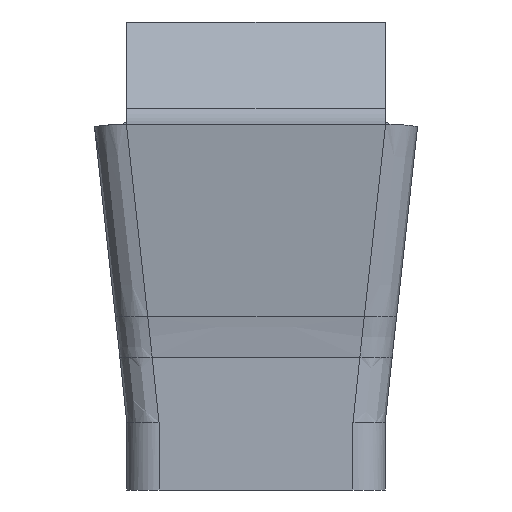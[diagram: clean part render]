
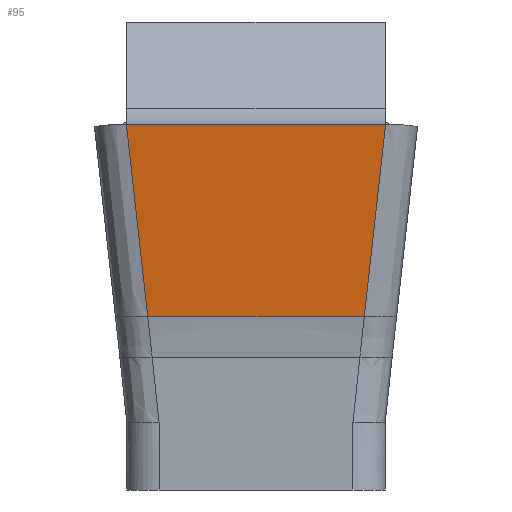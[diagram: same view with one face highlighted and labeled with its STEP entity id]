
A CAD part, front view. The second image highlights one B-rep face of the part: STEP entity #95.
In plain terms, the highlighted planar face has unit normal (0, -0.993, -0.122).
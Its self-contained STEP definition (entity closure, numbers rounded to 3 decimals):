
#95=ADVANCED_FACE('SIDE_FP_AN_SU1',(#175),#143,.T.);
#143=PLANE('',#1079);
#175=FACE_OUTER_BOUND('',#231,.T.);
#231=EDGE_LOOP('',(#527,#528,#529,#530));
#307=LINE('',#2021,#373);
#308=LINE('',#2022,#374);
#373=VECTOR('',#1175,1.);
#374=VECTOR('',#1176,1.);
#527=ORIENTED_EDGE('',*,*,#897,.T.);
#528=ORIENTED_EDGE('',*,*,#903,.T.);
#529=ORIENTED_EDGE('',*,*,#899,.T.);
#530=ORIENTED_EDGE('',*,*,#904,.F.);
#786=VERTEX_POINT('',#1918);
#787=VERTEX_POINT('',#1923);
#788=VERTEX_POINT('',#1963);
#789=VERTEX_POINT('',#1964);
#897=EDGE_CURVE('',#787,#786,#1019,.T.);
#899=EDGE_CURVE('',#788,#789,#1021,.T.);
#903=EDGE_CURVE('',#786,#788,#307,.T.);
#904=EDGE_CURVE('',#787,#789,#308,.T.);
#1019=B_SPLINE_CURVE_WITH_KNOTS('',3,(#1919,#1920,#1921,#1922),
 .UNSPECIFIED.,.F.,.F.,(4,4),(0.,1.),.UNSPECIFIED.);
#1021=B_SPLINE_CURVE_WITH_KNOTS('',3,(#1959,#1960,#1961,#1962),
 .UNSPECIFIED.,.F.,.F.,(4,4),(0.,1.),.UNSPECIFIED.);
#1079=AXIS2_PLACEMENT_3D('',#2023,#1177,#1178);
#1175=DIRECTION('',(-1.,0.,0.));
#1176=DIRECTION('',(-1.,0.,0.));
#1177=DIRECTION('',(0.,-0.993,-0.122));
#1178=DIRECTION('',(-1.,0.,0.));
#1918=CARTESIAN_POINT('',(1.603,-12.504,0.03));
#1919=CARTESIAN_POINT('',(1.34,-12.212,-2.351));
#1920=CARTESIAN_POINT('',(1.428,-12.309,-1.557));
#1921=CARTESIAN_POINT('',(1.516,-12.407,-0.764));
#1922=CARTESIAN_POINT('',(1.603,-12.504,0.03));
#1923=CARTESIAN_POINT('',(1.34,-12.212,-2.351));
#1959=CARTESIAN_POINT('',(-1.603,-12.504,0.03));
#1960=CARTESIAN_POINT('',(-1.516,-12.407,-0.764));
#1961=CARTESIAN_POINT('',(-1.428,-12.309,-1.557));
#1962=CARTESIAN_POINT('',(-1.34,-12.212,-2.351));
#1963=CARTESIAN_POINT('',(-1.603,-12.504,0.03));
#1964=CARTESIAN_POINT('',(-1.34,-12.212,-2.351));
#2021=CARTESIAN_POINT('',(-13.,-12.504,0.03));
#2022=CARTESIAN_POINT('',(0.,-12.212,-2.351));
#2023=CARTESIAN_POINT('',(0.,-13.028,4.295));
